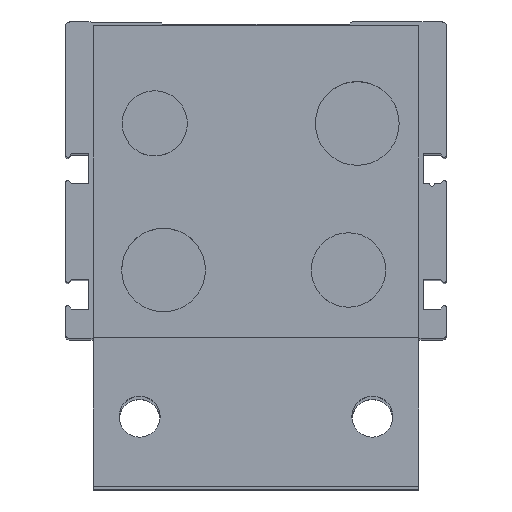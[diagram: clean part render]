
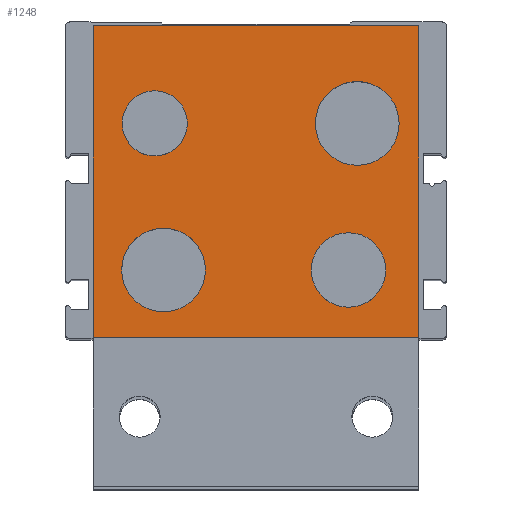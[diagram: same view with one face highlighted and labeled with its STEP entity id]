
A CAD part, top view. The second image highlights one B-rep face of the part: STEP entity #1248.
In plain terms, the highlighted planar face has unit normal (0, 0, 1).
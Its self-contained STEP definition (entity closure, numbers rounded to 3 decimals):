
#617 = EDGE_CURVE ( 'NONE', #3721, #3705, #3787, .T. ) ;
#623 = EDGE_CURVE ( 'NONE', #1535, #643, #3813, .T. ) ;
#625 = EDGE_LOOP ( 'NONE', ( #1489, #657, #634, #630 ) ) ;
#626 = EDGE_LOOP ( 'NONE', ( #1333, #1336 ) ) ;
#627 = VERTEX_POINT ( 'NONE', #3858 ) ;
#628 = EDGE_CURVE ( 'NONE', #627, #643, #3857, .T. ) ;
#629 = ORIENTED_EDGE ( 'NONE', *, *, #3097, .F. ) ;
#630 = ORIENTED_EDGE ( 'NONE', *, *, #623, .T. ) ;
#631 = ORIENTED_EDGE ( 'NONE', *, *, #3720, .F. ) ;
#633 = ORIENTED_EDGE ( 'NONE', *, *, #938, .F. ) ;
#634 = ORIENTED_EDGE ( 'NONE', *, *, #1117, .T. ) ;
#643 = VERTEX_POINT ( 'NONE', #3861 ) ;
#656 = EDGE_LOOP ( 'NONE', ( #633, #629 ) ) ;
#657 = ORIENTED_EDGE ( 'NONE', *, *, #862, .T. ) ;
#862 = EDGE_CURVE ( 'NONE', #627, #915, #4069, .T. ) ;
#915 = VERTEX_POINT ( 'NONE', #4079 ) ;
#932 = ORIENTED_EDGE ( 'NONE', *, *, #3690, .F. ) ;
#938 = EDGE_CURVE ( 'NONE', #3096, #2832, #4077, .T. ) ;
#1114 = EDGE_CURVE ( 'NONE', #3702, #3707, #4109, .T. ) ;
#1116 = ORIENTED_EDGE ( 'NONE', *, *, #1114, .F. ) ;
#1117 = EDGE_CURVE ( 'NONE', #915, #1535, #4110, .T. ) ;
#1243 = ORIENTED_EDGE ( 'NONE', *, *, #617, .F. ) ;
#1248 = ADVANCED_FACE ( 'NONE', ( #4106, #4105, #4104, #4103, #4089 ), #4092, .T. ) ;
#1259 = EDGE_LOOP ( 'NONE', ( #1243, #631 ) ) ;
#1317 = CARTESIAN_POINT ( 'NONE',  ( -28.865, -19.5, 225. ) ) ;
#1326 = CARTESIAN_POINT ( 'NONE',  ( -10.865, -19.5, 225. ) ) ;
#1327 = DIRECTION ( 'NONE',  ( 1., 0., 0. ) ) ;
#1328 = DIRECTION ( 'NONE',  ( 0., 0., 1. ) ) ;
#1329 = CARTESIAN_POINT ( 'NONE',  ( -19.865, -19.5, 225. ) ) ;
#1330 = AXIS2_PLACEMENT_3D ( 'NONE', #1329, #1328, #1327 ) ;
#1331 = CARTESIAN_POINT ( 'NONE',  ( 12.757, 12., 225. ) ) ;
#1333 = ORIENTED_EDGE ( 'NONE', *, *, #1335, .F. ) ;
#1335 = EDGE_CURVE ( 'NONE', #3092, #3184, #4146, .T. ) ;
#1336 = ORIENTED_EDGE ( 'NONE', *, *, #3152, .F. ) ;
#1369 = CIRCLE ( 'NONE', #1330, 9. ) ;
#1380 = CARTESIAN_POINT ( 'NONE',  ( 30.757, 12., 225. ) ) ;
#1489 = ORIENTED_EDGE ( 'NONE', *, *, #628, .F. ) ;
#1510 = EDGE_LOOP ( 'NONE', ( #1116, #932 ) ) ;
#1535 = VERTEX_POINT ( 'NONE', #4193 ) ;
#1819 = AXIS2_PLACEMENT_3D ( 'NONE', #1826, #1830, #1829 ) ;
#1825 = CIRCLE ( 'NONE', #1819, 8. ) ;
#1826 = CARTESIAN_POINT ( 'NONE',  ( 19.865, -19.5, 225. ) ) ;
#1829 = DIRECTION ( 'NONE',  ( 1., 0., 0. ) ) ;
#1830 = DIRECTION ( 'NONE',  ( 0., 0., 1. ) ) ;
#1831 = CARTESIAN_POINT ( 'NONE',  ( -21.757, 12., 225. ) ) ;
#1832 = DIRECTION ( 'NONE',  ( 1., 0., 0. ) ) ;
#1833 = DIRECTION ( 'NONE',  ( 0., 0., 1. ) ) ;
#1871 = CARTESIAN_POINT ( 'NONE',  ( 11.865, -19.5, 225. ) ) ;
#1872 = CARTESIAN_POINT ( 'NONE',  ( -28.757, 12., 225. ) ) ;
#1877 = CIRCLE ( 'NONE', #1881, 7. ) ;
#1881 = AXIS2_PLACEMENT_3D ( 'NONE', #1831, #1833, #1832 ) ;
#1960 = CARTESIAN_POINT ( 'NONE',  ( -14.757, 12., 225. ) ) ;
#2588 = DIRECTION ( 'NONE',  ( 1., 0., 0. ) ) ;
#2589 = DIRECTION ( 'NONE',  ( 0., 0., 1. ) ) ;
#2590 = CARTESIAN_POINT ( 'NONE',  ( 21.757, 12., 225. ) ) ;
#2591 = AXIS2_PLACEMENT_3D ( 'NONE', #2590, #2589, #2588 ) ;
#2592 = CIRCLE ( 'NONE', #2591, 9. ) ;
#2832 = VERTEX_POINT ( 'NONE', #4376 ) ;
#3092 = VERTEX_POINT ( 'NONE', #1872 ) ;
#3096 = VERTEX_POINT ( 'NONE', #1871 ) ;
#3097 = EDGE_CURVE ( 'NONE', #2832, #3096, #1825, .T. ) ;
#3152 = EDGE_CURVE ( 'NONE', #3184, #3092, #1877, .T. ) ;
#3184 = VERTEX_POINT ( 'NONE', #1960 ) ;
#3690 = EDGE_CURVE ( 'NONE', #3707, #3702, #2592, .T. ) ;
#3702 = VERTEX_POINT ( 'NONE', #1380 ) ;
#3705 = VERTEX_POINT ( 'NONE', #1317 ) ;
#3707 = VERTEX_POINT ( 'NONE', #1331 ) ;
#3720 = EDGE_CURVE ( 'NONE', #3705, #3721, #1369, .T. ) ;
#3721 = VERTEX_POINT ( 'NONE', #1326 ) ;
#3784 = DIRECTION ( 'NONE',  ( 1., 0., 0. ) ) ;
#3785 = AXIS2_PLACEMENT_3D ( 'NONE', #3786, #3788, #3784 ) ;
#3786 = CARTESIAN_POINT ( 'NONE',  ( -19.865, -19.5, 225. ) ) ;
#3787 = CIRCLE ( 'NONE', #3785, 9. ) ;
#3788 = DIRECTION ( 'NONE',  ( 0., 0., 1. ) ) ;
#3810 = DIRECTION ( 'NONE',  ( 0., -1., 0. ) ) ;
#3811 = VECTOR ( 'NONE', #3810, 1000. ) ;
#3812 = CARTESIAN_POINT ( 'NONE',  ( -35., 33., 225. ) ) ;
#3813 = LINE ( 'NONE', #3812, #3811 ) ;
#3853 = DIRECTION ( 'NONE',  ( -1., 0., 0. ) ) ;
#3854 = VECTOR ( 'NONE', #3853, 1000. ) ;
#3855 = CARTESIAN_POINT ( 'NONE',  ( -35., -34., 225. ) ) ;
#3856 = DIRECTION ( 'NONE',  ( 1., 0., 0. ) ) ;
#3857 = LINE ( 'NONE', #3855, #3854 ) ;
#3858 = CARTESIAN_POINT ( 'NONE',  ( 35., -34., 225. ) ) ;
#3861 = CARTESIAN_POINT ( 'NONE',  ( -35., -34., 225. ) ) ;
#3862 = CARTESIAN_POINT ( 'NONE',  ( -35., -66., 225. ) ) ;
#3870 = DIRECTION ( 'NONE',  ( 0., 0., 1. ) ) ;
#3901 = DIRECTION ( 'NONE',  ( 1., 0., 0. ) ) ;
#3961 = AXIS2_PLACEMENT_3D ( 'NONE', #3982, #3981, #4036 ) ;
#3981 = DIRECTION ( 'NONE',  ( 0., 0., 1. ) ) ;
#3982 = CARTESIAN_POINT ( 'NONE',  ( -21.757, 12., 225. ) ) ;
#4036 = DIRECTION ( 'NONE',  ( 1., 0., 0. ) ) ;
#4067 = DIRECTION ( 'NONE',  ( 0., 1., 0. ) ) ;
#4068 = VECTOR ( 'NONE', #4067, 1000. ) ;
#4069 = LINE ( 'NONE', #4082, #4068 ) ;
#4074 = DIRECTION ( 'NONE',  ( 0., 0., 1. ) ) ;
#4075 = CARTESIAN_POINT ( 'NONE',  ( 19.865, -19.5, 225. ) ) ;
#4076 = AXIS2_PLACEMENT_3D ( 'NONE', #4075, #4074, #3856 ) ;
#4077 = CIRCLE ( 'NONE', #4076, 8. ) ;
#4079 = CARTESIAN_POINT ( 'NONE',  ( 35., 33., 225. ) ) ;
#4082 = CARTESIAN_POINT ( 'NONE',  ( 35., 33., 225. ) ) ;
#4086 = AXIS2_PLACEMENT_3D ( 'NONE', #3862, #3870, #3901 ) ;
#4089 = FACE_BOUND ( 'NONE', #626, .T. ) ;
#4090 = AXIS2_PLACEMENT_3D ( 'NONE', #4091, #4113, #4112 ) ;
#4091 = CARTESIAN_POINT ( 'NONE',  ( 21.757, 12., 225. ) ) ;
#4092 = PLANE ( 'NONE',  #4086 ) ;
#4100 = DIRECTION ( 'NONE',  ( -1., 0., 0. ) ) ;
#4101 = VECTOR ( 'NONE', #4100, 1000. ) ;
#4102 = CARTESIAN_POINT ( 'NONE',  ( -35., 33., 225. ) ) ;
#4103 = FACE_BOUND ( 'NONE', #656, .T. ) ;
#4104 = FACE_OUTER_BOUND ( 'NONE', #625, .T. ) ;
#4105 = FACE_BOUND ( 'NONE', #1510, .T. ) ;
#4106 = FACE_BOUND ( 'NONE', #1259, .T. ) ;
#4109 = CIRCLE ( 'NONE', #4090, 9. ) ;
#4110 = LINE ( 'NONE', #4102, #4101 ) ;
#4112 = DIRECTION ( 'NONE',  ( 1., 0., 0. ) ) ;
#4113 = DIRECTION ( 'NONE',  ( 0., 0., 1. ) ) ;
#4146 = CIRCLE ( 'NONE', #3961, 7. ) ;
#4193 = CARTESIAN_POINT ( 'NONE',  ( -35., 33., 225. ) ) ;
#4376 = CARTESIAN_POINT ( 'NONE',  ( 27.865, -19.5, 225. ) ) ;
